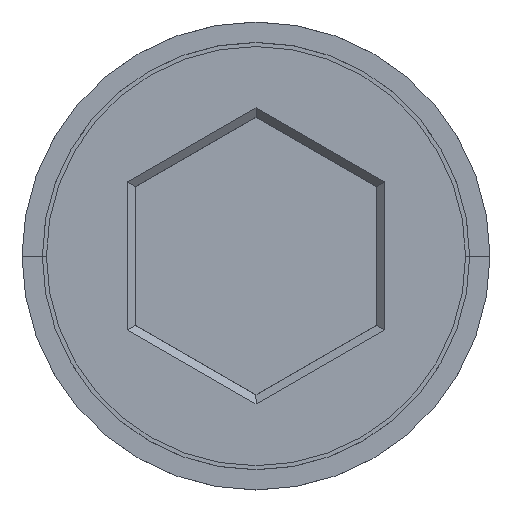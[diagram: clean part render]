
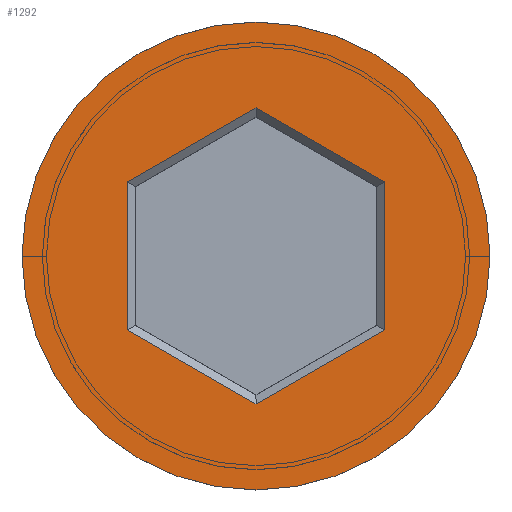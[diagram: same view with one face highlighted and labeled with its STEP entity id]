
A CAD part, top view. The second image highlights one B-rep face of the part: STEP entity #1292.
In plain terms, the highlighted planar face has unit normal (0, 0, 1).
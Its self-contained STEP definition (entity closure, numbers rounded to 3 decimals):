
#15 = VERTEX_POINT ( 'NONE', #383 ) ;
#18 = CARTESIAN_POINT ( 'NONE',  ( 0., -3.637, 0. ) ) ;
#21 = DIRECTION ( 'NONE',  ( 0., -1., 0. ) ) ;
#62 = EDGE_CURVE ( 'NONE', #1425, #76, #1001, .T. ) ;
#76 = VERTEX_POINT ( 'NONE', #751 ) ;
#77 = ORIENTED_EDGE ( 'NONE', *, *, #1310, .T. ) ;
#103 = ORIENTED_EDGE ( 'NONE', *, *, #1410, .T. ) ;
#130 = DIRECTION ( 'NONE',  ( 1., 0., 0. ) ) ;
#137 = CARTESIAN_POINT ( 'NONE',  ( 3.05, 1.876, 0. ) ) ;
#159 = CARTESIAN_POINT ( 'NONE',  ( -3.15, 1.703, 0. ) ) ;
#202 = ORIENTED_EDGE ( 'NONE', *, *, #62, .T. ) ;
#225 = EDGE_CURVE ( 'NONE', #76, #1564, #729, .T. ) ;
#288 = ORIENTED_EDGE ( 'NONE', *, *, #225, .T. ) ;
#302 = CARTESIAN_POINT ( 'NONE',  ( 0.1, -3.58, 0. ) ) ;
#308 = FACE_BOUND ( 'NONE', #1134, .T. ) ;
#312 = VECTOR ( 'NONE', #998, 1000. ) ;
#333 = CARTESIAN_POINT ( 'NONE',  ( 0., 0., 0. ) ) ;
#359 = LINE ( 'NONE', #1106, #1461 ) ;
#365 = ORIENTED_EDGE ( 'NONE', *, *, #802, .T. ) ;
#367 = VECTOR ( 'NONE', #654, 1000. ) ;
#383 = CARTESIAN_POINT ( 'NONE',  ( -3.15, -1.819, 0. ) ) ;
#386 = CARTESIAN_POINT ( 'NONE',  ( 3.15, -1.703, 0. ) ) ;
#423 = EDGE_LOOP ( 'NONE', ( #1185, #365 ) ) ;
#425 = CARTESIAN_POINT ( 'NONE',  ( 0., 3.637, 0. ) ) ;
#439 = CARTESIAN_POINT ( 'NONE',  ( 5.75, 0., 0. ) ) ;
#466 = LINE ( 'NONE', #137, #1067 ) ;
#486 = EDGE_CURVE ( 'NONE', #1601, #1425, #466, .T. ) ;
#509 = DIRECTION ( 'NONE',  ( 0., 0., 1. ) ) ;
#613 = CARTESIAN_POINT ( 'NONE',  ( 0., 0., 0. ) ) ;
#627 = LINE ( 'NONE', #1122, #312 ) ;
#654 = DIRECTION ( 'NONE',  ( -0.866, -0.5, 0. ) ) ;
#677 = CIRCLE ( 'NONE', #778, 5.75 ) ;
#678 = DIRECTION ( 'NONE',  ( 0., 0., 1. ) ) ;
#699 = ORIENTED_EDGE ( 'NONE', *, *, #1056, .T. ) ;
#723 = DIRECTION ( 'NONE',  ( 1., 0., 0. ) ) ;
#729 = LINE ( 'NONE', #302, #367 ) ;
#751 = CARTESIAN_POINT ( 'NONE',  ( 3.15, -1.819, 0. ) ) ;
#778 = AXIS2_PLACEMENT_3D ( 'NONE', #613, #509, #130 ) ;
#796 = VERTEX_POINT ( 'NONE', #439 ) ;
#802 = EDGE_CURVE ( 'NONE', #1058, #796, #1036, .T. ) ;
#809 = CARTESIAN_POINT ( 'NONE',  ( 0., 0., 0. ) ) ;
#814 = ORIENTED_EDGE ( 'NONE', *, *, #486, .T. ) ;
#829 = DIRECTION ( 'NONE',  ( 0., 0., 1. ) ) ;
#910 = EDGE_CURVE ( 'NONE', #796, #1058, #677, .T. ) ;
#922 = DIRECTION ( 'NONE',  ( 0., 1., 0. ) ) ;
#998 = DIRECTION ( 'NONE',  ( 0.866, 0.5, 0. ) ) ;
#1001 = LINE ( 'NONE', #386, #1299 ) ;
#1036 = CIRCLE ( 'NONE', #1071, 5.75 ) ;
#1056 = EDGE_CURVE ( 'NONE', #15, #1270, #1535, .T. ) ;
#1058 = VERTEX_POINT ( 'NONE', #1273 ) ;
#1062 = DIRECTION ( 'NONE',  ( 1., 0., 0. ) ) ;
#1067 = VECTOR ( 'NONE', #1489, 1000. ) ;
#1071 = AXIS2_PLACEMENT_3D ( 'NONE', #333, #829, #723 ) ;
#1087 = FACE_OUTER_BOUND ( 'NONE', #423, .T. ) ;
#1106 = CARTESIAN_POINT ( 'NONE',  ( -3.05, -1.876, 0. ) ) ;
#1122 = CARTESIAN_POINT ( 'NONE',  ( -0.1, 3.58, 0. ) ) ;
#1134 = EDGE_LOOP ( 'NONE', ( #77, #699, #103, #814, #202, #288 ) ) ;
#1172 = VECTOR ( 'NONE', #922, 1000. ) ;
#1185 = ORIENTED_EDGE ( 'NONE', *, *, #910, .T. ) ;
#1204 = CARTESIAN_POINT ( 'NONE',  ( -3.15, 1.819, 0. ) ) ;
#1215 = CARTESIAN_POINT ( 'NONE',  ( 3.15, 1.819, 0. ) ) ;
#1266 = AXIS2_PLACEMENT_3D ( 'NONE', #809, #678, #1062 ) ;
#1270 = VERTEX_POINT ( 'NONE', #1204 ) ;
#1273 = CARTESIAN_POINT ( 'NONE',  ( -5.75, 0., 0. ) ) ;
#1292 = ADVANCED_FACE ( 'NONE', ( #308, #1087 ), #1576, .T. ) ;
#1299 = VECTOR ( 'NONE', #21, 1000. ) ;
#1310 = EDGE_CURVE ( 'NONE', #1564, #15, #359, .T. ) ;
#1410 = EDGE_CURVE ( 'NONE', #1270, #1601, #627, .T. ) ;
#1425 = VERTEX_POINT ( 'NONE', #1215 ) ;
#1461 = VECTOR ( 'NONE', #1486, 1000. ) ;
#1486 = DIRECTION ( 'NONE',  ( -0.866, 0.5, 0. ) ) ;
#1489 = DIRECTION ( 'NONE',  ( 0.866, -0.5, 0. ) ) ;
#1535 = LINE ( 'NONE', #159, #1172 ) ;
#1564 = VERTEX_POINT ( 'NONE', #18 ) ;
#1576 = PLANE ( 'NONE',  #1266 ) ;
#1601 = VERTEX_POINT ( 'NONE', #425 ) ;
